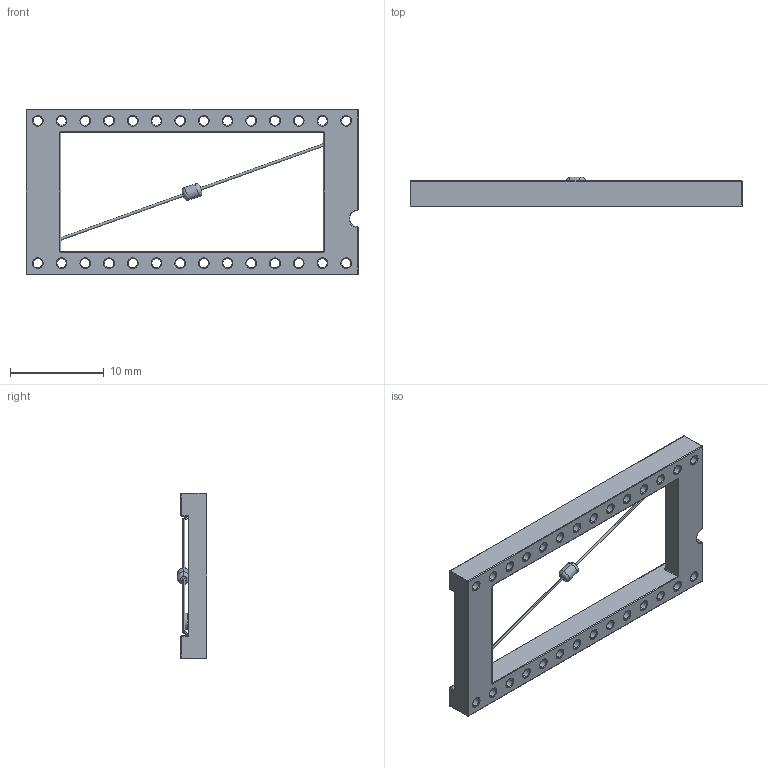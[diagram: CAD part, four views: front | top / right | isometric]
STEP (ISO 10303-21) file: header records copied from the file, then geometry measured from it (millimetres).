
FILE_DESCRIPTION (( 'STEP AP214' ), '1' );
FILE_NAME ('110-xx-628-41-801000.STEP', '2017-10-03T17:57:29', ( '' ), ( '' ), 'SwSTEP 2.0', 'SolidWorks 2014', '' );
FILE_SCHEMA (( 'AUTOMOTIVE_DESIGN' ));
Length unit declared in the file: millimetre
Products named in the file (1): 110-xx-628-41-801000
Bounding box: 35.5 x 3.19 x 17.7 mm (x, y, z)
Volume: 596.1 mm3; surface area: 1280.4 mm2
Topology: 1 solids, 1 shells, 478 faces, 1061 edges, 591 vertices
Faces by surface type: torus 246, cylinder 161, plane 50, sphere 16, cone 5
Entity records: 13521 total; most frequent: DIRECTION 2782, CARTESIAN_POINT 2169, ORIENTED_EDGE 2070, AXIS2_PLACEMENT_3D 1285, EDGE_CURVE 1035, CIRCLE 806, VERTEX_POINT 587, EDGE_LOOP 566
